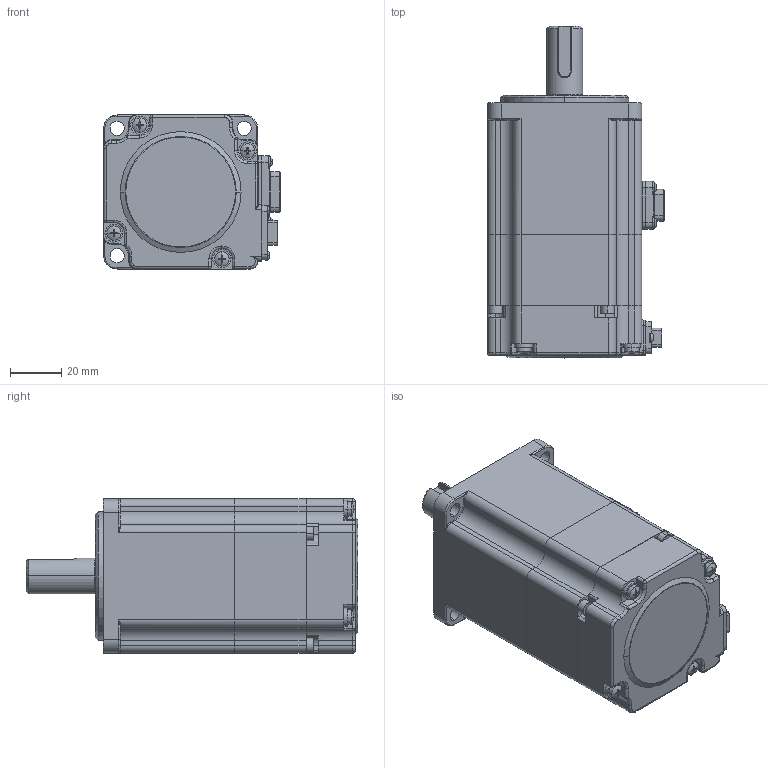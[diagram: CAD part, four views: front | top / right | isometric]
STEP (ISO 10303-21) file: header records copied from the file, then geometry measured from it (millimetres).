
FILE_DESCRIPTION (( 'STEP AP203' ), '1' );
FILE_NAME ('MS6H-60TH30BZ3-20P2.STEP', '2024-01-22T05:46:35', ( '' ), ( '' ), 'SwSTEP 2.0', 'SolidWorks 2022', '' );
FILE_SCHEMA (( 'CONFIG_CONTROL_DESIGN' ));
Length unit declared in the file: millimetre
Products named in the file (1): MS6H-60TH30BZ3-20P2
Bounding box: 68.8 x 129.15 x 60 mm (x, y, z)
Surface area: 37239.4 mm2 (no closed solid volume)
Topology: 0 solids, 28 shells, 761 faces, 2456 edges, 1686 vertices
Faces by surface type: plane 369, cylinder 255, torus 68, sphere 24, cone 23, bspline 22
Entity records: 28032 total; most frequent: CARTESIAN_POINT 6307, DIRECTION 4759, ORIENTED_EDGE 4028, EDGE_CURVE 2440, VERTEX_POINT 1686, AXIS2_PLACEMENT_3D 1660, VECTOR 1439, LINE 1439
